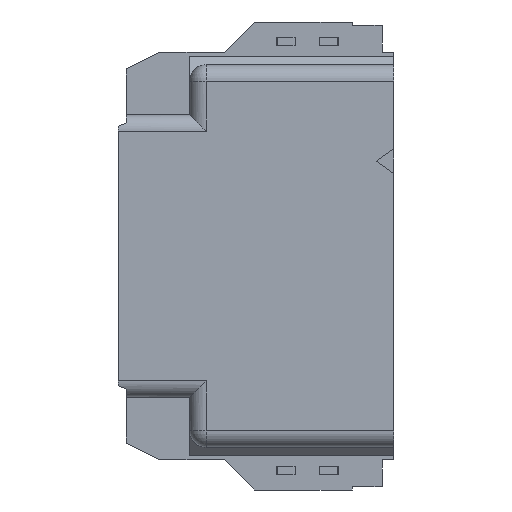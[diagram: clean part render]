
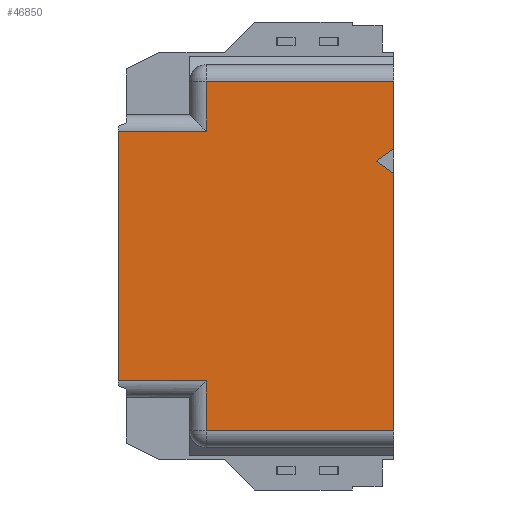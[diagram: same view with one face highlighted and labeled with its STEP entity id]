
A CAD part, left-side view. The second image highlights one B-rep face of the part: STEP entity #46850.
In plain terms, the highlighted planar face has unit normal (-1, 0, 0).
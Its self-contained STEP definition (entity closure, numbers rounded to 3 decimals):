
#3740=CARTESIAN_POINT('',(-11.523,16.681,-27.398));
#3750=VERTEX_POINT('',#3740);
#3780=CARTESIAN_POINT('',(-11.523,27.981,-27.398));
#3790=DIRECTION('',(0.,-1.,0.));
#3800=VECTOR('',#3790,1.);
#3810=LINE('',#3780,#3800);
#3820=CARTESIAN_POINT('',(-11.523,27.981,-27.398));
#3830=VERTEX_POINT('',#3820);
#3840=EDGE_CURVE('',#3830,#3750,#3810,.T.);
#14030=CARTESIAN_POINT('',(-11.523,33.281,-45.428));
#14040=VERTEX_POINT('',#14030);
#14290=CARTESIAN_POINT('',(-11.523,33.281,-30.398));
#14300=VERTEX_POINT('',#14290);
#14330=CARTESIAN_POINT('',(-11.523,33.281,-81.748));
#14340=DIRECTION('',(0.,0.,-1.));
#14350=VECTOR('',#14340,1.);
#14360=LINE('',#14330,#14350);
#14370=EDGE_CURVE('',#14300,#14040,#14360,.T.);
#18790=CARTESIAN_POINT('',(-11.523,27.981,-30.398));
#18800=DIRECTION('',(0.,0.,1.));
#18810=VECTOR('',#18800,1.);
#18820=LINE('',#18790,#18810);
#18830=CARTESIAN_POINT('',(-11.523,27.981,-30.398));
#18840=VERTEX_POINT('',#18830);
#18850=EDGE_CURVE('',#18840,#3830,#18820,.T.);
#23660=CARTESIAN_POINT('',(-11.523,16.681,-32.948));
#23670=VERTEX_POINT('',#23660);
#23840=CARTESIAN_POINT('',(-11.523,16.681,-31.448));
#23850=VERTEX_POINT('',#23840);
#23880=CARTESIAN_POINT('',(-11.523,16.681,-81.748));
#23890=DIRECTION('',(-0.,0.,1.));
#23900=VECTOR('',#23890,1.);
#23910=LINE('',#23880,#23900);
#23920=EDGE_CURVE('',#23850,#3750,#23910,.T.);
#24540=CARTESIAN_POINT('',(-11.523,16.681,-48.428));
#24550=VERTEX_POINT('',#24540);
#24580=CARTESIAN_POINT('',(-11.523,16.681,-81.748));
#24590=DIRECTION('',(-0.,0.,1.));
#24600=VECTOR('',#24590,1.);
#24610=LINE('',#24580,#24600);
#24620=EDGE_CURVE('',#24550,#23670,#24610,.T.);
#32940=CARTESIAN_POINT('',(-11.523,27.981,-45.428));
#32950=VERTEX_POINT('',#32940);
#32980=CARTESIAN_POINT('',(-11.523,27.981,-45.428));
#32990=DIRECTION('',(0.,0.,-1.));
#33000=VECTOR('',#32990,1.);
#33010=LINE('',#32980,#33000);
#33020=CARTESIAN_POINT('',(-11.523,27.981,-48.428));
#33030=VERTEX_POINT('',#33020);
#33040=EDGE_CURVE('',#32950,#33030,#33010,.T.);
#33440=CARTESIAN_POINT('',(-11.523,33.281,-45.428));
#33450=DIRECTION('',(0.,-1.,0.));
#33460=VECTOR('',#33450,1.);
#33470=LINE('',#33440,#33460);
#33480=EDGE_CURVE('',#14040,#32950,#33470,.T.);
#35730=CARTESIAN_POINT('',(-11.523,33.281,-30.398));
#35740=DIRECTION('',(0.,-1.,0.));
#35750=VECTOR('',#35740,1.);
#35760=LINE('',#35730,#35750);
#35770=EDGE_CURVE('',#14300,#18840,#35760,.T.);
#43130=CARTESIAN_POINT('',(-11.523,17.731,-32.198));
#43140=VERTEX_POINT('',#43130);
#43170=CARTESIAN_POINT('',(-11.523,17.881,-32.305));
#43180=DIRECTION('',(0.,-0.814,0.581));
#43190=VECTOR('',#43180,1.);
#43200=LINE('',#43170,#43190);
#43210=EDGE_CURVE('',#43140,#23850,#43200,.T.);
#44070=CARTESIAN_POINT('',(-11.523,17.881,-32.09));
#44080=DIRECTION('',(0.,0.814,0.581));
#44090=VECTOR('',#44080,1.);
#44100=LINE('',#44070,#44090);
#44110=EDGE_CURVE('',#23670,#43140,#44100,.T.);
#46270=CARTESIAN_POINT('',(-11.523,16.681,-48.428));
#46280=DIRECTION('',(0.,1.,0.));
#46290=VECTOR('',#46280,1.);
#46300=LINE('',#46270,#46290);
#46310=EDGE_CURVE('',#24550,#33030,#46300,.T.);
#46670=CARTESIAN_POINT('',(-11.523,16.266,-26.872));
#46680=DIRECTION('',(-1.,0.,0.));
#46690=DIRECTION('',(0.,1.,0.));
#46700=AXIS2_PLACEMENT_3D('',#46670,#46680,#46690);
#46710=PLANE('',#46700);
#46720=ORIENTED_EDGE('',*,*,#23920,.T.);
#46730=ORIENTED_EDGE('',*,*,#43210,.T.);
#46740=ORIENTED_EDGE('',*,*,#44110,.T.);
#46750=ORIENTED_EDGE('',*,*,#24620,.T.);
#46760=ORIENTED_EDGE('',*,*,#46310,.F.);
#46770=ORIENTED_EDGE('',*,*,#33040,.T.);
#46780=ORIENTED_EDGE('',*,*,#33480,.T.);
#46790=ORIENTED_EDGE('',*,*,#14370,.T.);
#46800=ORIENTED_EDGE('',*,*,#35770,.F.);
#46810=ORIENTED_EDGE('',*,*,#18850,.F.);
#46820=ORIENTED_EDGE('',*,*,#3840,.F.);
#46830=EDGE_LOOP('',(#46820,#46810,#46800,#46790,#46780,#46770,#46760,
#46750,#46740,#46730,#46720));
#46840=FACE_OUTER_BOUND('',#46830,.T.);
#46850=ADVANCED_FACE('',(#46840),#46710,.T.);
